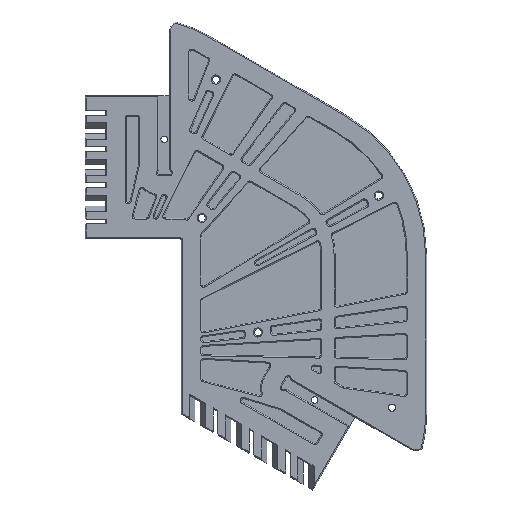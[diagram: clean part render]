
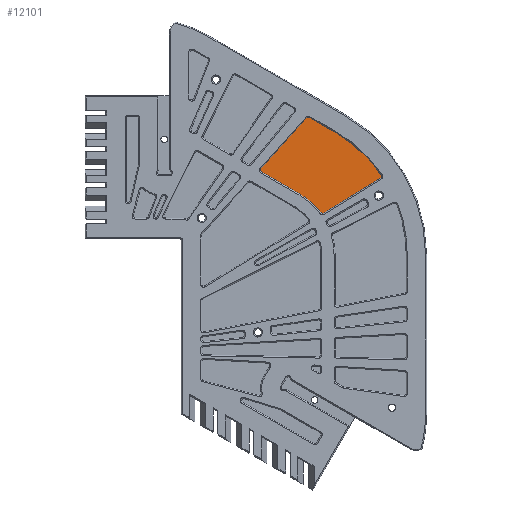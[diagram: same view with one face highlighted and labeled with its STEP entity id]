
A CAD part, top view. The second image highlights one B-rep face of the part: STEP entity #12101.
In plain terms, the highlighted planar face has unit normal (0, 0, 1).
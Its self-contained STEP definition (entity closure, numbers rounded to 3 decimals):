
#39 = CARTESIAN_POINT ( 'NONE',  ( 153.781, 225.499, 0.6 ) ) ;
#334 = VERTEX_POINT ( 'NONE', #16784 ) ;
#724 = DIRECTION ( 'NONE',  ( 0., 0., 1. ) ) ;
#876 = CARTESIAN_POINT ( 'NONE',  ( 211.517, 222.414, 0.6 ) ) ;
#1456 = DIRECTION ( 'NONE',  ( 0.853, 0.522, 0. ) ) ;
#1550 = CARTESIAN_POINT ( 'NONE',  ( 153.281, 224.633, 0.6 ) ) ;
#1561 = ORIENTED_EDGE ( 'NONE', *, *, #19958, .T. ) ;
#1678 = CARTESIAN_POINT ( 'NONE',  ( 182.505, 204.542, 0.6 ) ) ;
#1775 = EDGE_CURVE ( 'NONE', #7852, #2334, #11716, .T. ) ;
#1878 = CARTESIAN_POINT ( 'NONE',  ( 211.517, 222.414, 0.6 ) ) ;
#2334 = VERTEX_POINT ( 'NONE', #17943 ) ;
#2432 = CARTESIAN_POINT ( 'NONE',  ( 212.517, 222.414, 0.6 ) ) ;
#2688 = DIRECTION ( 'NONE',  ( 0., 0., -1. ) ) ;
#2998 = DIRECTION ( 'NONE',  ( -1., 0., 0. ) ) ;
#3099 = VERTEX_POINT ( 'NONE', #1550 ) ;
#4615 = VERTEX_POINT ( 'NONE', #2432 ) ;
#4695 = AXIS2_PLACEMENT_3D ( 'NONE', #1878, #24075, #7357 ) ;
#4840 = ORIENTED_EDGE ( 'NONE', *, *, #1775, .T. ) ;
#5463 = AXIS2_PLACEMENT_3D ( 'NONE', #23592, #11940, #23845 ) ;
#5562 = DIRECTION ( 'NONE',  ( 0., 0., 1. ) ) ;
#5845 = EDGE_CURVE ( 'NONE', #18133, #20151, #19046, .T. ) ;
#5983 = ORIENTED_EDGE ( 'NONE', *, *, #17619, .T. ) ;
#6100 = EDGE_CURVE ( 'NONE', #24497, #16584, #6679, .T. ) ;
#6679 = LINE ( 'NONE', #18467, #23931 ) ;
#6736 = VECTOR ( 'NONE', #1456, 1000. ) ;
#6831 = DIRECTION ( 'NONE',  ( -1., 0., 0. ) ) ;
#7000 = CARTESIAN_POINT ( 'NONE',  ( 153.781, 225.499, 0.6 ) ) ;
#7357 = DIRECTION ( 'NONE',  ( -1., 0., 0. ) ) ;
#7668 = CIRCLE ( 'NONE', #26034, 70. ) ;
#7852 = VERTEX_POINT ( 'NONE', #1678 ) ;
#8113 = VERTEX_POINT ( 'NONE', #9265 ) ;
#8189 = DIRECTION ( 'NONE',  ( 0., 0., 1. ) ) ;
#8429 = CARTESIAN_POINT ( 'NONE',  ( 189.545, 244.111, 0.6 ) ) ;
#9004 = AXIS2_PLACEMENT_3D ( 'NONE', #15194, #5562, #25752 ) ;
#9265 = CARTESIAN_POINT ( 'NONE',  ( 172.045, 213.8, 0.6 ) ) ;
#9710 = ORIENTED_EDGE ( 'NONE', *, *, #15656, .T. ) ;
#10166 = ORIENTED_EDGE ( 'NONE', *, *, #11969, .T. ) ;
#10811 = CARTESIAN_POINT ( 'NONE',  ( 183.304, 205.144, 0.6 ) ) ;
#11088 = VECTOR ( 'NONE', #19454, 1000. ) ;
#11293 = DIRECTION ( 'NONE',  ( -1., 0., 0. ) ) ;
#11532 = VECTOR ( 'NONE', #13040, 1000. ) ;
#11716 = CIRCLE ( 'NONE', #15136, 1. ) ;
#11940 = DIRECTION ( 'NONE',  ( 0., 0., -1. ) ) ;
#11969 = EDGE_CURVE ( 'NONE', #19870, #3099, #26057, .T. ) ;
#12101 = ADVANCED_FACE ( 'NONE', ( #12862 ), #21006, .F. ) ;
#12729 = CIRCLE ( 'NONE', #5463, 35. ) ;
#12862 = FACE_OUTER_BOUND ( 'NONE', #16980, .T. ) ;
#13040 = DIRECTION ( 'NONE',  ( -0.668, -0.744, 0. ) ) ;
#13113 = CARTESIAN_POINT ( 'NONE',  ( 212.343, 222.978, 0.6 ) ) ;
#13361 = ORIENTED_EDGE ( 'NONE', *, *, #21437, .T. ) ;
#13439 = EDGE_CURVE ( 'NONE', #4615, #20824, #25618, .T. ) ;
#14149 = CARTESIAN_POINT ( 'NONE',  ( 175.578, 251.259, 0.6 ) ) ;
#15136 = AXIS2_PLACEMENT_3D ( 'NONE', #10811, #23122, #11293 ) ;
#15194 = CARTESIAN_POINT ( 'NONE',  ( 176.322, 250.59, 0.6 ) ) ;
#15656 = EDGE_CURVE ( 'NONE', #16584, #18133, #24392, .T. ) ;
#15885 = CARTESIAN_POINT ( 'NONE',  ( 212.929, 222.106, 0.6 ) ) ;
#16140 = AXIS2_PLACEMENT_3D ( 'NONE', #876, #17036, #2998 ) ;
#16339 = DIRECTION ( 'NONE',  ( -1., 0., 0. ) ) ;
#16377 = CARTESIAN_POINT ( 'NONE',  ( 154.545, 183.489, 0.6 ) ) ;
#16452 = DIRECTION ( 'NONE',  ( -0.866, 0.5, 0. ) ) ;
#16584 = VERTEX_POINT ( 'NONE', #18033 ) ;
#16673 = AXIS2_PLACEMENT_3D ( 'NONE', #19121, #2688, #6831 ) ;
#16784 = CARTESIAN_POINT ( 'NONE',  ( 212.039, 221.561, 0.6 ) ) ;
#16980 = EDGE_LOOP ( 'NONE', ( #1561, #4840, #20036, #22078, #17505, #13361, #19844, #9710, #23364, #5983, #10166, #24120 ) ) ;
#17036 = DIRECTION ( 'NONE',  ( 0., 0., 1. ) ) ;
#17314 = CARTESIAN_POINT ( 'NONE',  ( 152.213, 225.25, 0.6 ) ) ;
#17505 = ORIENTED_EDGE ( 'NONE', *, *, #13439, .T. ) ;
#17619 = EDGE_CURVE ( 'NONE', #20151, #19870, #21596, .T. ) ;
#17943 = CARTESIAN_POINT ( 'NONE',  ( 183.826, 204.291, 0.6 ) ) ;
#18033 = CARTESIAN_POINT ( 'NONE',  ( 176.822, 251.457, 0.6 ) ) ;
#18133 = VERTEX_POINT ( 'NONE', #14149 ) ;
#18189 = AXIS2_PLACEMENT_3D ( 'NONE', #7000, #724, #20774 ) ;
#18467 = CARTESIAN_POINT ( 'NONE',  ( 176.119, 251.862, 0.6 ) ) ;
#18694 = CIRCLE ( 'NONE', #16140, 1. ) ;
#19046 = LINE ( 'NONE', #23332, #11532 ) ;
#19121 = CARTESIAN_POINT ( 'NONE',  ( 112.987, 190.949, 0.6 ) ) ;
#19308 = CARTESIAN_POINT ( 'NONE',  ( 152.781, 225.499, 0.6 ) ) ;
#19454 = DIRECTION ( 'NONE',  ( 0.866, -0.5, 0. ) ) ;
#19586 = LINE ( 'NONE', #17314, #11088 ) ;
#19640 = AXIS2_PLACEMENT_3D ( 'NONE', #39, #8189, #16339 ) ;
#19756 = EDGE_CURVE ( 'NONE', #334, #4615, #18694, .T. ) ;
#19844 = ORIENTED_EDGE ( 'NONE', *, *, #6100, .T. ) ;
#19870 = VERTEX_POINT ( 'NONE', #19308 ) ;
#19958 = EDGE_CURVE ( 'NONE', #8113, #7852, #12729, .T. ) ;
#20036 = ORIENTED_EDGE ( 'NONE', *, *, #23732, .T. ) ;
#20151 = VERTEX_POINT ( 'NONE', #23422 ) ;
#20774 = DIRECTION ( 'NONE',  ( -1., 0., 0. ) ) ;
#20824 = VERTEX_POINT ( 'NONE', #13113 ) ;
#21006 = PLANE ( 'NONE',  #16673 ) ;
#21213 = EDGE_CURVE ( 'NONE', #3099, #8113, #19586, .T. ) ;
#21437 = EDGE_CURVE ( 'NONE', #20824, #24497, #7668, .T. ) ;
#21596 = CIRCLE ( 'NONE', #18189, 1. ) ;
#22078 = ORIENTED_EDGE ( 'NONE', *, *, #19756, .T. ) ;
#22676 = DIRECTION ( 'NONE',  ( 0., 0., 1. ) ) ;
#23122 = DIRECTION ( 'NONE',  ( 0., 0., 1. ) ) ;
#23332 = CARTESIAN_POINT ( 'NONE',  ( 152.213, 225.25, 0.6 ) ) ;
#23364 = ORIENTED_EDGE ( 'NONE', *, *, #5845, .T. ) ;
#23422 = CARTESIAN_POINT ( 'NONE',  ( 153.037, 226.167, 0.6 ) ) ;
#23592 = CARTESIAN_POINT ( 'NONE',  ( 154.545, 183.489, 0.6 ) ) ;
#23732 = EDGE_CURVE ( 'NONE', #2334, #334, #23921, .T. ) ;
#23845 = DIRECTION ( 'NONE',  ( -1., 0., 0. ) ) ;
#23921 = LINE ( 'NONE', #15885, #6736 ) ;
#23931 = VECTOR ( 'NONE', #16452, 1000. ) ;
#24075 = DIRECTION ( 'NONE',  ( 0., 0., 1. ) ) ;
#24120 = ORIENTED_EDGE ( 'NONE', *, *, #21213, .T. ) ;
#24392 = CIRCLE ( 'NONE', #9004, 1. ) ;
#24414 = DIRECTION ( 'NONE',  ( -1., 0., 0. ) ) ;
#24497 = VERTEX_POINT ( 'NONE', #8429 ) ;
#25618 = CIRCLE ( 'NONE', #4695, 1. ) ;
#25752 = DIRECTION ( 'NONE',  ( -1., 0., 0. ) ) ;
#26034 = AXIS2_PLACEMENT_3D ( 'NONE', #16377, #22676, #24414 ) ;
#26057 = CIRCLE ( 'NONE', #19640, 1. ) ;
